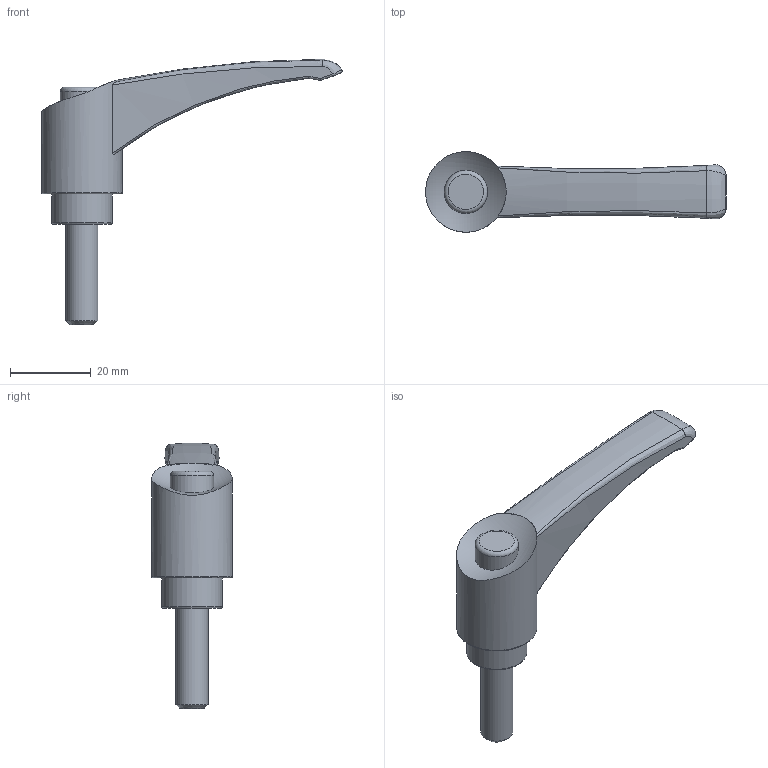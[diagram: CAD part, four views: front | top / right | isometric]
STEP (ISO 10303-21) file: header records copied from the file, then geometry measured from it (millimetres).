
FILE_DESCRIPTION( ( 'Unknown' ), '1' );
FILE_NAME( '7343070_LRP65_M08x25.stp', 'Unknown', ( 'Unknown' ), ( 'Unknown' ), 'PSStep 14.0', 'Unknown', ' ' );
FILE_SCHEMA( ( 'AUTOMOTIVE_DESIGN { 1 0 10303 214 1 1 1 1 }' ) );
Length unit declared in the file: millimetre
Products named in the file (1): 1
Bounding box: 74.73 x 20 x 65.97 mm (x, y, z)
Volume: 15102.1 mm3; surface area: 6467.2 mm2
Topology: 1 solids, 1 shells, 49 faces, 120 edges, 77 vertices
Faces by surface type: bspline 22, cylinder 9, plane 8, torus 6, cone 3, revolution 1
Full cylindrical faces by diameter (mm): 8 x1, 10.75 x1, 10.8 x1, 15 x1, 20 x1
Entity records: 5193 total; most frequent: CARTESIAN_POINT 3917, ORIENTED_EDGE 214, DIRECTION 107, EDGE_CURVE 107, B_SPLINE_CURVE_WITH_KNOTS 77, VERTEX_POINT 73, EDGE_LOOP 62, FACE_OUTER_BOUND 57
